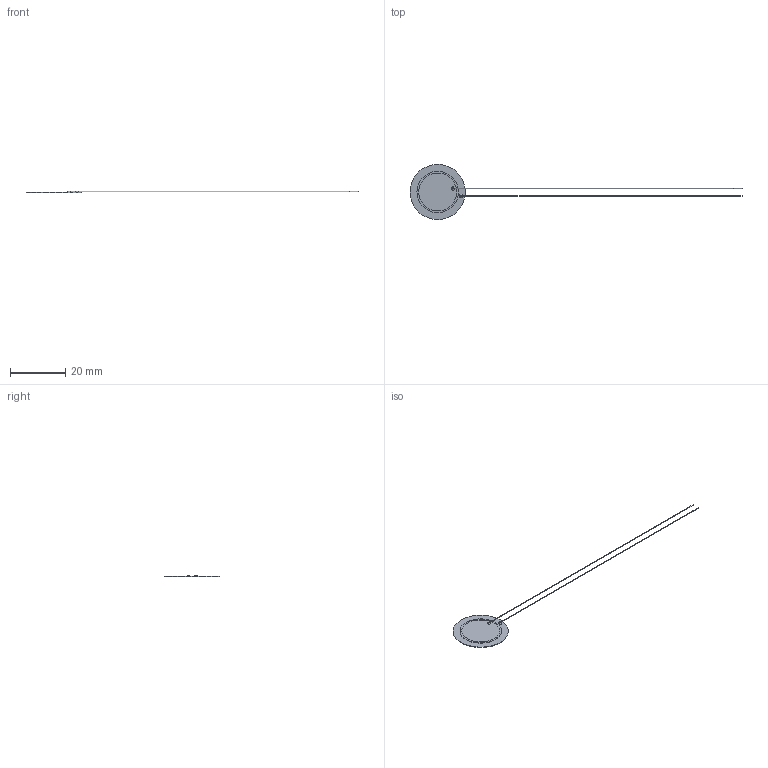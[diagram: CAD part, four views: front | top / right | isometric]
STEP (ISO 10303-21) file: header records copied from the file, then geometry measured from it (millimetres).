
FILE_DESCRIPTION(/* description */ (''),/* implementation_level */ '2;1');
FILE_NAME(/* name */ 'AB2040B-LW100-R.ipt.step',/* time_stamp */ '2024-02-07T22:14:55-05:00',/* author */ ('R.A.C.'),/* organization */ (''),/* preprocessor_version */ 'ST-DEVELOPER v20',/* originating_system */ 'Autodesk Inventor 2024',/* authorisation */ '');
FILE_SCHEMA (('AUTOMOTIVE_DESIGN { 1 0 10303 214 3 1 1 }'));
Length unit declared in the file: millimetre
Products named in the file (1): AB2040B-LW100-R
Bounding box: 120 x 20 x 0.6 mm (x, y, z)
Volume: 80.5 mm3; surface area: 805.4 mm2
Topology: 1 solids, 1 shells, 24 faces, 45 edges, 30 vertices
Faces by surface type: plane 12, cylinder 10, bspline 2
Full cylindrical faces by diameter (mm): 0.202 x4, 0.25 x2, 1.25 x1, 13.7 x1, 15 x1, 20 x1
Entity records: 900 total; most frequent: CARTESIAN_POINT 291, DIRECTION 102, ORIENTED_EDGE 90, AXIS2_PLACEMENT_3D 46, EDGE_CURVE 45, EDGE_LOOP 33, VERTEX_POINT 30, STYLED_ITEM 25
